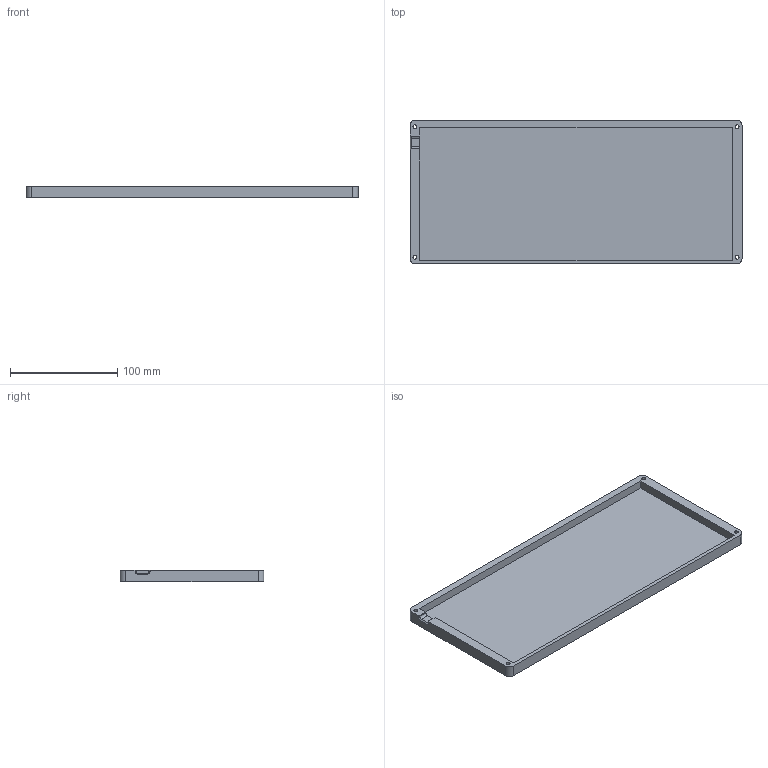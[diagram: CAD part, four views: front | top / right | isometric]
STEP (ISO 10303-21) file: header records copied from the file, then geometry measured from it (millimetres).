
FILE_DESCRIPTION(/* description */ (''),/* implementation_level */ '2;1');
FILE_NAME(/* name */ 'bottom v7.step',/* time_stamp */ '2025-06-10T23:28:40+05:30',/* author */ (''),/* organization */ (''),/* preprocessor_version */ 'ST-DEVELOPER v20.1',/* originating_system */ 'Autodesk Translation Framework v14.10.0.0',/* authorisation */ '');
FILE_SCHEMA (('AUTOMOTIVE_DESIGN { 1 0 10303 214 3 1 1 }'));
Length unit declared in the file: millimetre
Products named in the file (1): bottom
Bounding box: 310 x 134 x 11 mm (x, y, z)
Volume: 165239 mm3; surface area: 99832.8 mm2
Topology: 1 solids, 1 shells, 37 faces, 89 edges, 58 vertices
Faces by surface type: plane 21, cylinder 14, cone 2
Full cylindrical faces by diameter (mm): 3.5 x4, 6 x4
Entity records: 1130 total; most frequent: DIRECTION 195, CARTESIAN_POINT 185, ORIENTED_EDGE 178, EDGE_CURVE 89, AXIS2_PLACEMENT_3D 68, LINE 59, VECTOR 59, VERTEX_POINT 58
